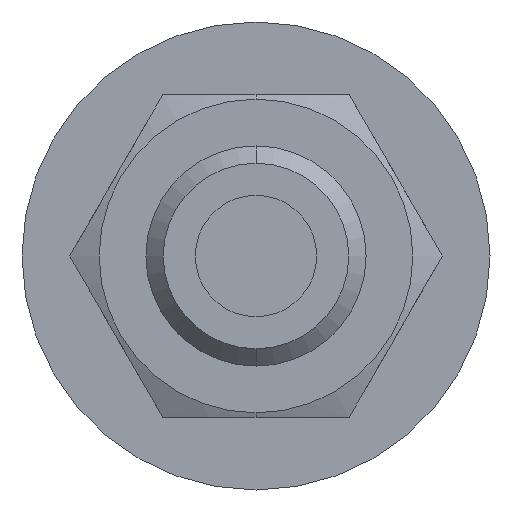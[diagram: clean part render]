
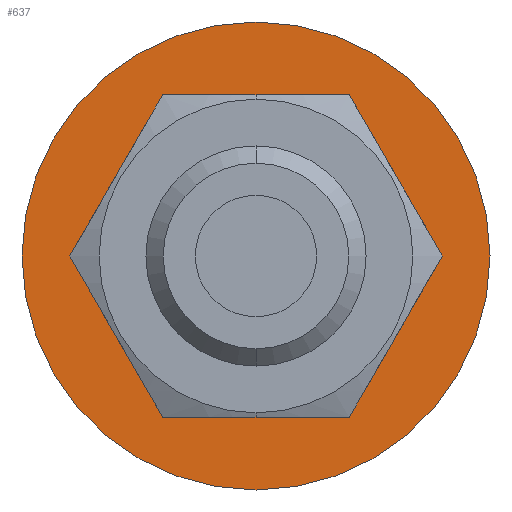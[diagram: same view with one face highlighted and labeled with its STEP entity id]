
A CAD part, front view. The second image highlights one B-rep face of the part: STEP entity #637.
In plain terms, the highlighted planar face has unit normal (0, -1, 0).
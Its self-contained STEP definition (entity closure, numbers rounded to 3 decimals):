
#6 = EDGE_LOOP ( 'NONE', ( #473, #28 ) ) ;
#28 = ORIENTED_EDGE ( 'NONE', *, *, #889, .F. ) ;
#129 = DIRECTION ( 'NONE',  ( 0., 0., 1. ) ) ;
#189 = DIRECTION ( 'NONE',  ( 0., 1., 0. ) ) ;
#205 = DIRECTION ( 'NONE',  ( 0., 1., 0. ) ) ;
#241 = VERTEX_POINT ( 'NONE', #1049 ) ;
#309 = DIRECTION ( 'NONE',  ( 0., 0., 1. ) ) ;
#351 = AXIS2_PLACEMENT_3D ( 'NONE', #1281, #2459, #309 ) ;
#357 = FACE_OUTER_BOUND ( 'NONE', #6, .T. ) ;
#370 = DIRECTION ( 'NONE',  ( 0., 0., 1. ) ) ;
#411 = DIRECTION ( 'NONE',  ( 0., 1., 0. ) ) ;
#473 = ORIENTED_EDGE ( 'NONE', *, *, #627, .F. ) ;
#478 = AXIS2_PLACEMENT_3D ( 'NONE', #943, #205, #1341 ) ;
#627 = EDGE_CURVE ( 'NONE', #241, #1980, #1294, .T. ) ;
#632 = VERTEX_POINT ( 'NONE', #1122 ) ;
#637 = ADVANCED_FACE ( 'NONE', ( #357, #2117 ), #762, .F. ) ;
#653 = EDGE_CURVE ( 'NONE', #1753, #632, #677, .T. ) ;
#677 = CIRCLE ( 'NONE', #478, 6.75 ) ;
#762 = PLANE ( 'NONE',  #1782 ) ;
#889 = EDGE_CURVE ( 'NONE', #1980, #241, #1392, .T. ) ;
#943 = CARTESIAN_POINT ( 'NONE',  ( 0., -6., 0. ) ) ;
#1049 = CARTESIAN_POINT ( 'NONE',  ( 0., -6., -13.5 ) ) ;
#1102 = DIRECTION ( 'NONE',  ( 0., 1., 0. ) ) ;
#1104 = AXIS2_PLACEMENT_3D ( 'NONE', #2250, #1102, #129 ) ;
#1122 = CARTESIAN_POINT ( 'NONE',  ( 0., -6., -6.75 ) ) ;
#1262 = AXIS2_PLACEMENT_3D ( 'NONE', #1738, #411, #2518 ) ;
#1281 = CARTESIAN_POINT ( 'NONE',  ( 0., -6., 0. ) ) ;
#1294 = CIRCLE ( 'NONE', #351, 13.5 ) ;
#1317 = CARTESIAN_POINT ( 'NONE',  ( 0., -6., 6.75 ) ) ;
#1341 = DIRECTION ( 'NONE',  ( 0., 0., 1. ) ) ;
#1392 = CIRCLE ( 'NONE', #1104, 13.5 ) ;
#1465 = EDGE_LOOP ( 'NONE', ( #2136, #2405 ) ) ;
#1738 = CARTESIAN_POINT ( 'NONE',  ( 0., -6., 0. ) ) ;
#1753 = VERTEX_POINT ( 'NONE', #1317 ) ;
#1782 = AXIS2_PLACEMENT_3D ( 'NONE', #1940, #189, #370 ) ;
#1840 = CARTESIAN_POINT ( 'NONE',  ( 0., -6., 13.5 ) ) ;
#1940 = CARTESIAN_POINT ( 'NONE',  ( 0., -6., 0. ) ) ;
#1980 = VERTEX_POINT ( 'NONE', #1840 ) ;
#2035 = CIRCLE ( 'NONE', #1262, 6.75 ) ;
#2117 = FACE_BOUND ( 'NONE', #1465, .T. ) ;
#2136 = ORIENTED_EDGE ( 'NONE', *, *, #2316, .T. ) ;
#2250 = CARTESIAN_POINT ( 'NONE',  ( 0., -6., 0. ) ) ;
#2316 = EDGE_CURVE ( 'NONE', #632, #1753, #2035, .T. ) ;
#2405 = ORIENTED_EDGE ( 'NONE', *, *, #653, .T. ) ;
#2459 = DIRECTION ( 'NONE',  ( 0., 1., 0. ) ) ;
#2518 = DIRECTION ( 'NONE',  ( 0., 0., 1. ) ) ;
